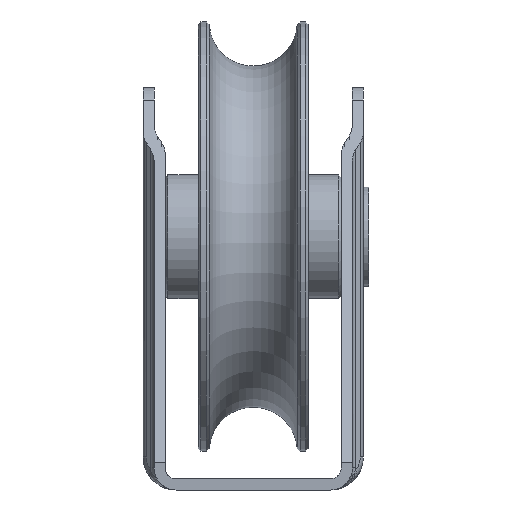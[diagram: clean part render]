
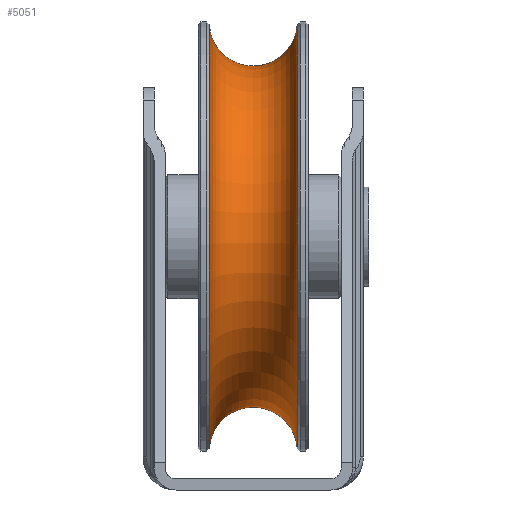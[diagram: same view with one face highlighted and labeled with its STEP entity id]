
A CAD part, left-side view. The second image highlights one B-rep face of the part: STEP entity #5051.
In plain terms, the highlighted toroidal (fillet/blend) face has major radius 39 mm and minor radius 8 mm.
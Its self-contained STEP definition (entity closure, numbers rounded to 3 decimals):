
#278=TOROIDAL_SURFACE('',#5480,39.,8.);
#754=FACE_OUTER_BOUND('',#1064,.T.);
#1064=EDGE_LOOP('',(#4372,#4373,#4374,#4375,#4376,#4377));
#1865=CIRCLE('',#5459,38.501);
#1866=CIRCLE('',#5460,38.501);
#1867=CIRCLE('',#5462,38.501);
#1868=CIRCLE('',#5463,38.501);
#1879=CIRCLE('',#5481,8.);
#2340=VERTEX_POINT('',#9517);
#2341=VERTEX_POINT('',#9519);
#2342=VERTEX_POINT('',#9523);
#2343=VERTEX_POINT('',#9525);
#3029=EDGE_CURVE('',#2340,#2341,#1865,.T.);
#3030=EDGE_CURVE('',#2341,#2340,#1866,.T.);
#3032=EDGE_CURVE('',#2342,#2343,#1867,.T.);
#3033=EDGE_CURVE('',#2343,#2342,#1868,.T.);
#3047=EDGE_CURVE('',#2343,#2341,#1879,.T.);
#4372=ORIENTED_EDGE('',*,*,#3032,.F.);
#4373=ORIENTED_EDGE('',*,*,#3033,.F.);
#4374=ORIENTED_EDGE('',*,*,#3047,.T.);
#4375=ORIENTED_EDGE('',*,*,#3029,.F.);
#4376=ORIENTED_EDGE('',*,*,#3030,.F.);
#4377=ORIENTED_EDGE('',*,*,#3047,.F.);
#5051=ADVANCED_FACE('',(#754),#278,.F.);
#5459=AXIS2_PLACEMENT_3D('',#9520,#6577,#6578);
#5460=AXIS2_PLACEMENT_3D('',#9521,#6579,#6580);
#5462=AXIS2_PLACEMENT_3D('',#9526,#6584,#6585);
#5463=AXIS2_PLACEMENT_3D('',#9527,#6586,#6587);
#5480=AXIS2_PLACEMENT_3D('',#9557,#6623,#6624);
#5481=AXIS2_PLACEMENT_3D('',#9558,#6625,#6626);
#6577=DIRECTION('center_axis',(0.,1.,0.));
#6578=DIRECTION('ref_axis',(-0.978,0.,-0.21));
#6579=DIRECTION('center_axis',(0.,1.,0.));
#6580=DIRECTION('ref_axis',(-0.978,0.,-0.21));
#6584=DIRECTION('center_axis',(0.,-1.,0.));
#6585=DIRECTION('ref_axis',(-0.978,0.,-0.21));
#6586=DIRECTION('center_axis',(0.,-1.,0.));
#6587=DIRECTION('ref_axis',(-0.978,0.,-0.21));
#6623=DIRECTION('center_axis',(0.,-1.,0.));
#6624=DIRECTION('ref_axis',(0.978,0.,0.21));
#6625=DIRECTION('center_axis',(-0.21,0.,
0.978));
#6626=DIRECTION('ref_axis',(-0.978,0.,-0.21));
#9517=CARTESIAN_POINT('',(37.642,7.984,54.089));
#9519=CARTESIAN_POINT('',(-37.642,7.984,37.911));
#9520=CARTESIAN_POINT('Origin',(0.,7.984,46.));
#9521=CARTESIAN_POINT('Origin',(0.,7.984,46.));
#9523=CARTESIAN_POINT('',(37.642,-7.984,54.089));
#9525=CARTESIAN_POINT('',(-37.642,-7.984,37.911));
#9526=CARTESIAN_POINT('Origin',(0.,-7.984,
46.));
#9527=CARTESIAN_POINT('Origin',(0.,-7.984,
46.));
#9557=CARTESIAN_POINT('Origin',(0.,0.,
46.));
#9558=CARTESIAN_POINT('Origin',(-38.129,0.,
37.806));
